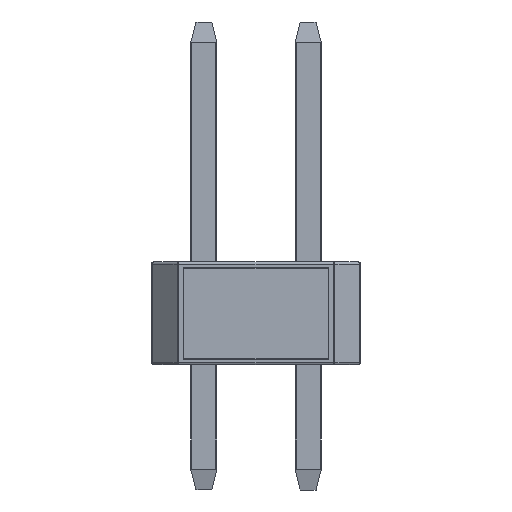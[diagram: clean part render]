
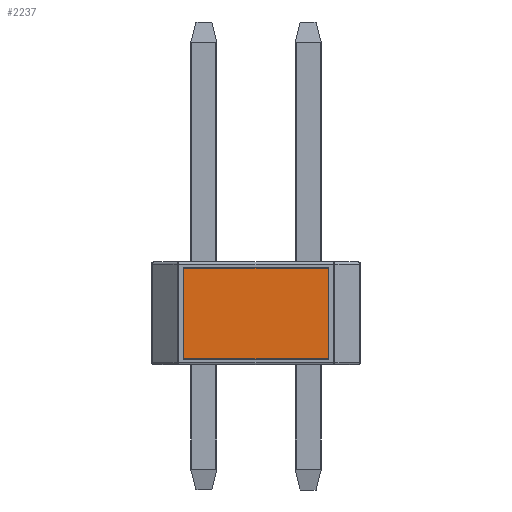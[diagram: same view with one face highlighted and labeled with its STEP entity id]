
A CAD part, left-side view. The second image highlights one B-rep face of the part: STEP entity #2237.
In plain terms, the highlighted planar face has unit normal (-1, 0, 0).
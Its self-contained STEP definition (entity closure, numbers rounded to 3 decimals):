
#286=FACE_OUTER_BOUND('',#412,.T.);
#412=EDGE_LOOP('',(#1814,#1815,#1816,#1817));
#551=LINE('',#3456,#767);
#552=LINE('',#3461,#768);
#555=LINE('',#3469,#771);
#557=LINE('',#3472,#773);
#767=VECTOR('',#2775,10.);
#768=VECTOR('',#2780,10.);
#771=VECTOR('',#2789,10.);
#773=VECTOR('',#2793,10.);
#964=VERTEX_POINT('',#3453);
#965=VERTEX_POINT('',#3455);
#966=VERTEX_POINT('',#3459);
#967=VERTEX_POINT('',#3460);
#1180=EDGE_CURVE('',#965,#964,#551,.T.);
#1182=EDGE_CURVE('',#966,#967,#552,.T.);
#1187=EDGE_CURVE('',#964,#966,#555,.T.);
#1189=EDGE_CURVE('',#967,#965,#557,.T.);
#1814=ORIENTED_EDGE('',*,*,#1187,.T.);
#1815=ORIENTED_EDGE('',*,*,#1182,.T.);
#1816=ORIENTED_EDGE('',*,*,#1189,.T.);
#1817=ORIENTED_EDGE('',*,*,#1180,.T.);
#2000=PLANE('',#2483);
#2237=ADVANCED_FACE('',(#286),#2000,.T.);
#2483=AXIS2_PLACEMENT_3D('',#3670,#3044,#3045);
#2775=DIRECTION('',(0.,1.,0.));
#2780=DIRECTION('',(0.,-1.,0.));
#2789=DIRECTION('',(0.,0.,-1.));
#2793=DIRECTION('',(0.,0.,1.));
#3044=DIRECTION('center_axis',(-1.,0.,0.));
#3045=DIRECTION('ref_axis',(0.,0.,1.));
#3453=CARTESIAN_POINT('',(-1.27,3.023,2.35));
#3455=CARTESIAN_POINT('',(-1.27,-0.488,2.35));
#3456=CARTESIAN_POINT('',(-1.27,3.023,2.35));
#3459=CARTESIAN_POINT('',(-1.27,3.023,0.15));
#3460=CARTESIAN_POINT('',(-1.27,-0.488,0.15));
#3461=CARTESIAN_POINT('',(-1.27,-0.488,0.15));
#3469=CARTESIAN_POINT('',(-1.27,3.023,0.15));
#3472=CARTESIAN_POINT('',(-1.27,-0.488,2.35));
#3670=CARTESIAN_POINT('Origin',(-1.27,1.268,1.25));
